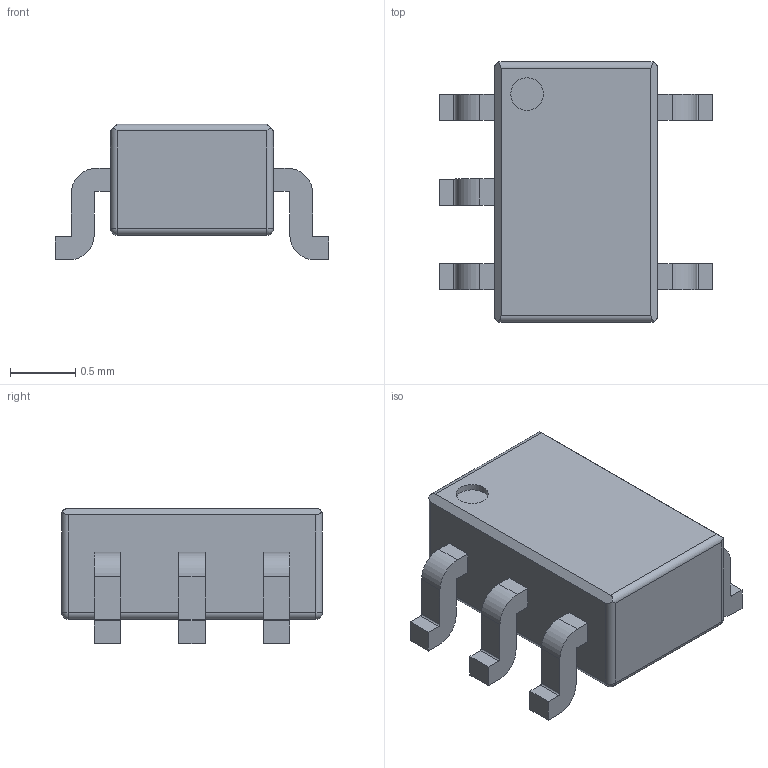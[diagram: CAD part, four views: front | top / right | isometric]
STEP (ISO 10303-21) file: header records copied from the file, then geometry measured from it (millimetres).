
FILE_DESCRIPTION(/* description */ (''),/* implementation_level */ '2;1');
FILE_NAME(/* name */ '5f2c57e8f6acd412f7b75564',/* time_stamp */ '2020-08-06T19:20:09+00:00',/* author */ (''),/* organization */ (''),/* preprocessor_version */ 'ST-DEVELOPER v16.7',/* originating_system */ $,/* authorisation */ $);
FILE_SCHEMA (('AUTOMOTIVE_DESIGN {1 0 10303 214 3 1 1}'));
Length unit declared in the file: metre
Products named in the file (1): Part 1
Bounding box: 2.1 x 2 x 1.04 mm (x, y, z)
Volume: 2.3 mm3; surface area: 13.4 mm2
Topology: 1 solids, 1 shells, 89 faces, 235 edges, 150 vertices
Faces by surface type: plane 54, cylinder 31, sphere 4
Full cylindrical faces by diameter (mm): 0.25 x1
Entity records: 3365 total; most frequent: DIRECTION 476, CARTESIAN_POINT 470, ORIENTED_EDGE 460, EDGE_CURVE 230, LINE 164, VECTOR 164, AXIS2_PLACEMENT_3D 156, VERTEX_POINT 150
